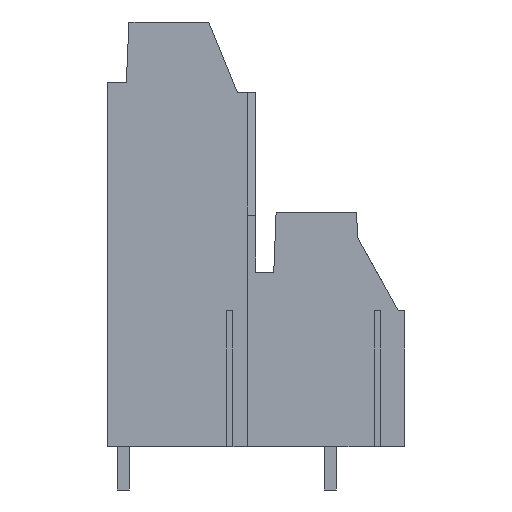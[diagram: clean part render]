
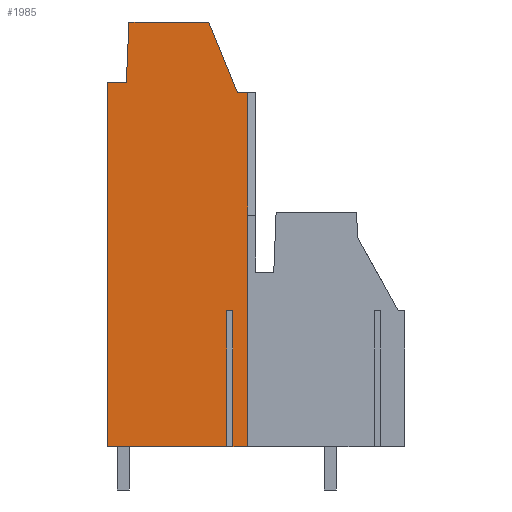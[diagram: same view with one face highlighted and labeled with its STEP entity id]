
A CAD part, left-side view. The second image highlights one B-rep face of the part: STEP entity #1985.
In plain terms, the highlighted planar face has unit normal (-1, 0, 0).
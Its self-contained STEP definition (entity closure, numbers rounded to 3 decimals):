
#1910=AXIS2_PLACEMENT_3D('Plane Axis2P3D',#1907,#1908,#1909) ;
#392=CARTESIAN_POINT('Vertex',(0.,21.94,3.2)) ;
#584=CARTESIAN_POINT('Vertex',(0.,11.574,3.2)) ;
#587=CARTESIAN_POINT('Line Origine',(0.,12.12,3.2)) ;
#591=CARTESIAN_POINT('Vertex',(0.,12.665,3.2)) ;
#640=CARTESIAN_POINT('Vertex',(0.,13.115,3.2)) ;
#643=CARTESIAN_POINT('Line Origine',(0.,17.528,3.2)) ;
#1020=CARTESIAN_POINT('Vertex',(0.,11.574,29.26)) ;
#1023=CARTESIAN_POINT('Line Origine',(0.,11.574,16.23)) ;
#1907=CARTESIAN_POINT('Axis2P3D Location',(0.,11.,17.2)) ;
#1912=CARTESIAN_POINT('Line Origine',(0.,21.94,16.625)) ;
#1916=CARTESIAN_POINT('Vertex',(0.,21.94,30.05)) ;
#1919=CARTESIAN_POINT('Line Origine',(0.,13.115,8.2)) ;
#1923=CARTESIAN_POINT('Vertex',(0.,13.115,13.2)) ;
#1926=CARTESIAN_POINT('Line Origine',(0.,12.89,13.2)) ;
#1930=CARTESIAN_POINT('Vertex',(0.,12.665,13.2)) ;
#1933=CARTESIAN_POINT('Line Origine',(0.,12.665,8.2)) ;
#1938=CARTESIAN_POINT('Line Origine',(0.,11.956,29.26)) ;
#1942=CARTESIAN_POINT('Vertex',(0.,12.337,29.26)) ;
#1945=CARTESIAN_POINT('Line Origine',(0.,13.393,31.865)) ;
#1949=CARTESIAN_POINT('Vertex',(0.,14.449,34.47)) ;
#1952=CARTESIAN_POINT('Line Origine',(0.,17.389,34.47)) ;
#1956=CARTESIAN_POINT('Vertex',(0.,20.328,34.47)) ;
#1959=CARTESIAN_POINT('Line Origine',(0.,20.424,32.26)) ;
#1963=CARTESIAN_POINT('Vertex',(0.,20.521,30.05)) ;
#1966=CARTESIAN_POINT('Line Origine',(0.,21.23,30.05)) ;
#588=DIRECTION('Vector Direction',(0.,1.,0.)) ;
#644=DIRECTION('Vector Direction',(0.,1.,0.)) ;
#1024=DIRECTION('Vector Direction',(0.,0.,1.)) ;
#1908=DIRECTION('Axis2P3D Direction',(1.,0.,0.)) ;
#1909=DIRECTION('Axis2P3D XDirection',(0.,1.,0.)) ;
#1913=DIRECTION('Vector Direction',(0.,0.,-1.)) ;
#1920=DIRECTION('Vector Direction',(0.,0.,1.)) ;
#1927=DIRECTION('Vector Direction',(0.,1.,0.)) ;
#1934=DIRECTION('Vector Direction',(0.,0.,1.)) ;
#1939=DIRECTION('Vector Direction',(0.,1.,0.)) ;
#1946=DIRECTION('Vector Direction',(0.,0.376,0.927)) ;
#1953=DIRECTION('Vector Direction',(0.,1.,0.)) ;
#1960=DIRECTION('Vector Direction',(0.,-0.044,0.999)) ;
#1967=DIRECTION('Vector Direction',(0.,1.,0.)) ;
#589=VECTOR('Line Direction',#588,1.) ;
#645=VECTOR('Line Direction',#644,1.) ;
#1025=VECTOR('Line Direction',#1024,1.) ;
#1914=VECTOR('Line Direction',#1913,1.) ;
#1921=VECTOR('Line Direction',#1920,1.) ;
#1928=VECTOR('Line Direction',#1927,1.) ;
#1935=VECTOR('Line Direction',#1934,1.) ;
#1940=VECTOR('Line Direction',#1939,1.) ;
#1947=VECTOR('Line Direction',#1946,1.) ;
#1954=VECTOR('Line Direction',#1953,1.) ;
#1961=VECTOR('Line Direction',#1960,1.) ;
#1968=VECTOR('Line Direction',#1967,1.) ;
#1972=ORIENTED_EDGE('',*,*,#1918,.T.) ;
#1973=ORIENTED_EDGE('',*,*,#647,.F.) ;
#1974=ORIENTED_EDGE('',*,*,#1925,.T.) ;
#1975=ORIENTED_EDGE('',*,*,#1932,.F.) ;
#1976=ORIENTED_EDGE('',*,*,#1937,.F.) ;
#1977=ORIENTED_EDGE('',*,*,#593,.F.) ;
#1978=ORIENTED_EDGE('',*,*,#1027,.T.) ;
#1979=ORIENTED_EDGE('',*,*,#1944,.T.) ;
#1980=ORIENTED_EDGE('',*,*,#1951,.T.) ;
#1981=ORIENTED_EDGE('',*,*,#1958,.T.) ;
#1982=ORIENTED_EDGE('',*,*,#1965,.F.) ;
#1983=ORIENTED_EDGE('',*,*,#1970,.T.) ;
#1985=ADVANCED_FACE('housing',(#1984),#1911,.F.) ;
#593=EDGE_CURVE('',#585,#592,#590,.T.) ;
#647=EDGE_CURVE('',#641,#393,#646,.T.) ;
#1027=EDGE_CURVE('',#585,#1021,#1026,.T.) ;
#1918=EDGE_CURVE('',#1917,#393,#1915,.T.) ;
#1925=EDGE_CURVE('',#641,#1924,#1922,.T.) ;
#1932=EDGE_CURVE('',#1931,#1924,#1929,.T.) ;
#1937=EDGE_CURVE('',#592,#1931,#1936,.T.) ;
#1944=EDGE_CURVE('',#1021,#1943,#1941,.T.) ;
#1951=EDGE_CURVE('',#1943,#1950,#1948,.T.) ;
#1958=EDGE_CURVE('',#1950,#1957,#1955,.T.) ;
#1965=EDGE_CURVE('',#1964,#1957,#1962,.T.) ;
#1970=EDGE_CURVE('',#1964,#1917,#1969,.T.) ;
#1971=EDGE_LOOP('',(#1972,#1973,#1974,#1975,#1976,#1977,#1978,#1979,#1980,#1981,#1982,#1983)) ;
#1984=FACE_OUTER_BOUND('',#1971,.T.) ;
#590=LINE('Line',#587,#589) ;
#646=LINE('Line',#643,#645) ;
#1026=LINE('Line',#1023,#1025) ;
#1915=LINE('Line',#1912,#1914) ;
#1922=LINE('Line',#1919,#1921) ;
#1929=LINE('Line',#1926,#1928) ;
#1936=LINE('Line',#1933,#1935) ;
#1941=LINE('Line',#1938,#1940) ;
#1948=LINE('Line',#1945,#1947) ;
#1955=LINE('Line',#1952,#1954) ;
#1962=LINE('Line',#1959,#1961) ;
#1969=LINE('Line',#1966,#1968) ;
#1911=PLANE('',#1910) ;
#393=VERTEX_POINT('',#392) ;
#585=VERTEX_POINT('',#584) ;
#592=VERTEX_POINT('',#591) ;
#641=VERTEX_POINT('',#640) ;
#1021=VERTEX_POINT('',#1020) ;
#1917=VERTEX_POINT('',#1916) ;
#1924=VERTEX_POINT('',#1923) ;
#1931=VERTEX_POINT('',#1930) ;
#1943=VERTEX_POINT('',#1942) ;
#1950=VERTEX_POINT('',#1949) ;
#1957=VERTEX_POINT('',#1956) ;
#1964=VERTEX_POINT('',#1963) ;
